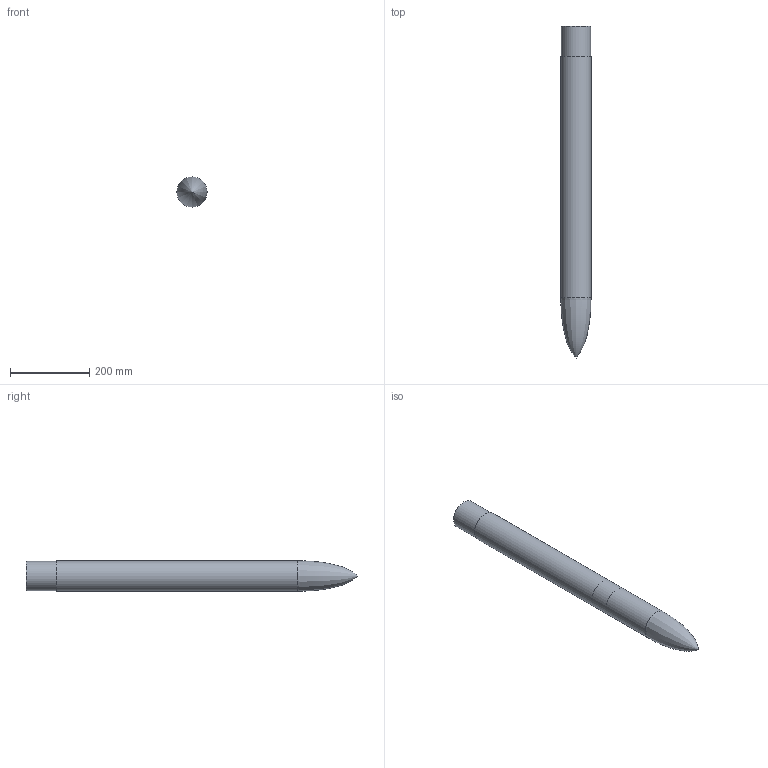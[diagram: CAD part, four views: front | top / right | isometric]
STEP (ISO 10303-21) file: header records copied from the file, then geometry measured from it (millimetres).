
FILE_DESCRIPTION(/* description */ (''),/* implementation_level */ '2;1');
FILE_NAME(/* name */ 'Main Body with nosecone v11.step',/* time_stamp */ '2024-06-30T20:51:40-07:00',/* author */ (''),/* organization */ (''),/* preprocessor_version */ 'ST-DEVELOPER v20',/* originating_system */ 'Autodesk Translation Framework v13.14.0.145',/* authorisation */ '');
FILE_SCHEMA (('AUTOMOTIVE_DESIGN { 1 0 10303 214 3 1 1 }'));
Length unit declared in the file: millimetre
Products named in the file (2): Main Body with nosecone; C=.667
Assembly tree (1 placements, depth 2):
  Main Body with nosecone
    C=.667
Bounding box: 76.21 x 838.2 x 76.22 mm (x, y, z)
Volume: 1349890.8 mm3; surface area: 378061.7 mm2
Topology: 4 solids, 4 shells, 14 faces, 18 edges, 12 vertices
Faces by surface type: plane 8, cylinder 5, bspline 1
Full cylindrical faces by diameter (mm): 71.12 x1, 73.812 x1, 73.819 x2, 76.2 x1
Entity records: 663 total; most frequent: CARTESIAN_POINT 344, DIRECTION 59, ORIENTED_EDGE 34, AXIS2_PLACEMENT_3D 27, EDGE_LOOP 17, EDGE_CURVE 17, FACE_OUTER_BOUND 14, ADVANCED_FACE 14
